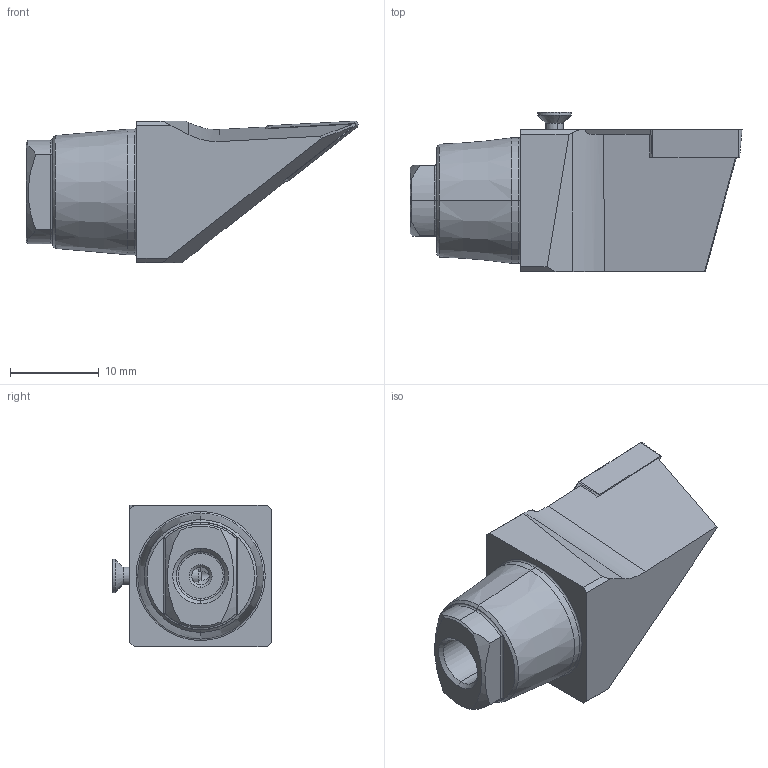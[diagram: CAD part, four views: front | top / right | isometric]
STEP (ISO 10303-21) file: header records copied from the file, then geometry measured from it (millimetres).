
FILE_DESCRIPTION (( 'STEP AP203' ), '1' );
FILE_NAME ('LW4.SVJBL.0825.11.STEP', '2024-08-26T13:37:15', ( '' ), ( '' ), 'SwSTEP 2.0', 'SolidWorks 2022', '' );
FILE_SCHEMA (( 'CONFIG_CONTROL_DESIGN' ));
Length unit declared in the file: millimetre
Products named in the file (5): WCA-ER2.001.006_A; LW4-KVE.LJA.025_A; LW4.SVJBL.0825.11; VBMT110304; ISO 14581 - M2x10
Assembly tree (4 placements, depth 2):
  LW4.SVJBL.0825.11
    LW4-KVE.LJA.025_A
    ISO 14581 - M2x10
    WCA-ER2.001.006_A
    VBMT110304
Bounding box: 37.48 x 17.95 x 16 mm (x, y, z)
Volume: 4502.2 mm3; surface area: 2722 mm2
Topology: 4 solids, 4 shells, 204 faces, 506 edges, 309 vertices
Faces by surface type: cylinder 67, plane 56, cone 52, torus 15, bspline 12, sphere 2
Entity records: 6893 total; most frequent: CARTESIAN_POINT 1642, DIRECTION 1011, ORIENTED_EDGE 996, EDGE_CURVE 498, AXIS2_PLACEMENT_3D 402, VERTEX_POINT 309, EDGE_LOOP 217, LINE 207
